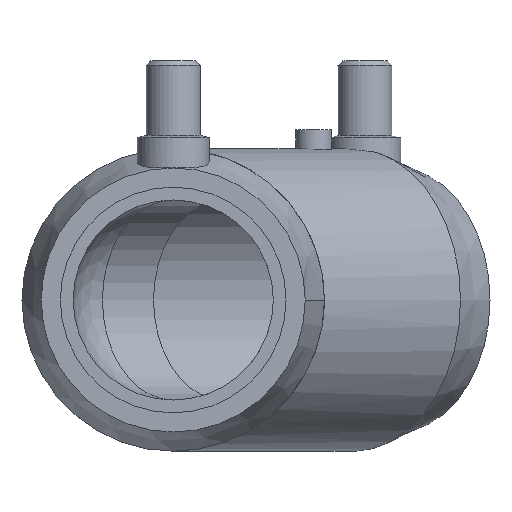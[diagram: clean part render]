
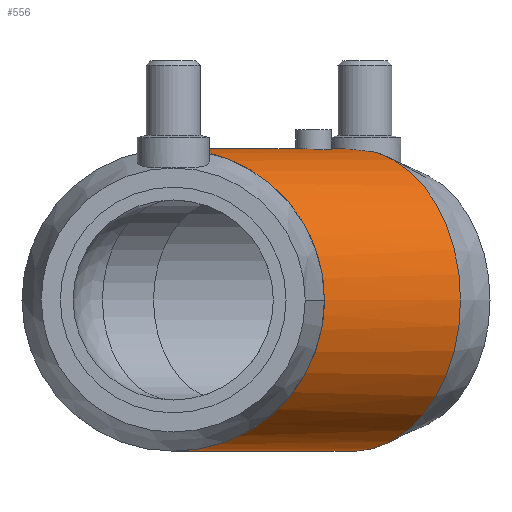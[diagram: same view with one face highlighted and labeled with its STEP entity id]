
A CAD part, front view. The second image highlights one B-rep face of the part: STEP entity #556.
In plain terms, the highlighted cylindrical face has radius 33.5 mm (diameter 67 mm), a full revolution.
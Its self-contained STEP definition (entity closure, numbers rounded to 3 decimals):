
#19=ELLIPSE('',#644,36.26,33.5);
#20=ELLIPSE('',#646,36.26,33.5);
#36=CYLINDRICAL_SURFACE('',#648,33.5);
#44=FACE_BOUND('',#140,.T.);
#93=FACE_OUTER_BOUND('',#139,.T.);
#139=EDGE_LOOP('',(#492,#493,#494,#495,#496,#497,#498,#499));
#140=EDGE_LOOP('',(#500,#501));
#148=B_SPLINE_CURVE_WITH_KNOTS('',3,(#902,#903,#904,#905,#906,#907,#908,
#909,#910,#911,#912,#913,#914,#915,#916,#917,#918,#919,#920,#921,#922,#923,
#924,#925,#926,#927,#928,#929,#930,#931),.UNSPECIFIED.,.F.,.F.,(4,2,2,2,
2,2,2,2,2,2,2,2,2,2,4),(0.,0.151,0.302,0.452,
0.603,0.754,0.905,1.056,
1.207,1.357,1.508,1.659,1.81,
1.961,2.112),.UNSPECIFIED.);
#149=B_SPLINE_CURVE_WITH_KNOTS('',3,(#932,#933,#934,#935,#936,#937),
 .UNSPECIFIED.,.F.,.F.,(4,2,4),(2.112,2.262,2.413),
 .UNSPECIFIED.);
#152=B_SPLINE_CURVE_WITH_KNOTS('',3,(#992,#993,#994,#995,#996,#997,#998,
#999,#1000,#1001,#1002,#1003,#1004,#1005),.UNSPECIFIED.,.F.,.F.,(4,2,2,
2,2,2,4),(0.348,0.605,0.908,1.21,
1.513,1.816,2.073),.UNSPECIFIED.);
#179=CIRCLE('',#622,33.5);
#180=CIRCLE('',#623,33.5);
#192=CIRCLE('',#649,33.5);
#217=LINE('',#1149,#241);
#241=VECTOR('',#828,33.5);
#256=VERTEX_POINT('',#899);
#257=VERTEX_POINT('',#901);
#262=VERTEX_POINT('',#984);
#263=VERTEX_POINT('',#991);
#273=VERTEX_POINT('',#1065);
#285=VERTEX_POINT('',#1140);
#286=VERTEX_POINT('',#1141);
#287=VERTEX_POINT('',#1145);
#308=EDGE_CURVE('',#257,#256,#148,.T.);
#309=EDGE_CURVE('',#256,#257,#149,.T.);
#316=EDGE_CURVE('',#263,#262,#152,.T.);
#334=EDGE_CURVE('',#273,#262,#179,.T.);
#335=EDGE_CURVE('',#263,#273,#180,.T.);
#355=EDGE_CURVE('',#285,#286,#19,.T.);
#358=EDGE_CURVE('',#286,#287,#20,.T.);
#360=EDGE_CURVE('',#273,#286,#217,.T.);
#361=EDGE_CURVE('',#285,#287,#192,.T.);
#492=ORIENTED_EDGE('',*,*,#316,.T.);
#493=ORIENTED_EDGE('',*,*,#334,.F.);
#494=ORIENTED_EDGE('',*,*,#360,.T.);
#495=ORIENTED_EDGE('',*,*,#355,.F.);
#496=ORIENTED_EDGE('',*,*,#361,.T.);
#497=ORIENTED_EDGE('',*,*,#358,.F.);
#498=ORIENTED_EDGE('',*,*,#360,.F.);
#499=ORIENTED_EDGE('',*,*,#335,.F.);
#500=ORIENTED_EDGE('',*,*,#308,.T.);
#501=ORIENTED_EDGE('',*,*,#309,.T.);
#556=ADVANCED_FACE('',(#93,#44),#36,.T.);
#622=AXIS2_PLACEMENT_3D('',#1067,#766,#767);
#623=AXIS2_PLACEMENT_3D('',#1068,#768,#769);
#644=AXIS2_PLACEMENT_3D('',#1142,#817,#818);
#646=AXIS2_PLACEMENT_3D('',#1146,#822,#823);
#648=AXIS2_PLACEMENT_3D('',#1148,#826,#827);
#649=AXIS2_PLACEMENT_3D('',#1150,#829,#830);
#766=DIRECTION('center_axis',(0.707,0.707,0.));
#767=DIRECTION('ref_axis',(0.707,-0.707,0.));
#768=DIRECTION('center_axis',(0.707,0.707,0.));
#769=DIRECTION('ref_axis',(0.707,-0.707,0.));
#817=DIRECTION('center_axis',(-0.383,-0.924,0.));
#818=DIRECTION('ref_axis',(-0.924,0.383,0.));
#822=DIRECTION('center_axis',(-0.383,-0.924,0.));
#823=DIRECTION('ref_axis',(-0.924,0.383,0.));
#826=DIRECTION('center_axis',(0.707,0.707,0.));
#827=DIRECTION('ref_axis',(-0.707,0.707,0.));
#828=DIRECTION('',(-0.707,-0.707,0.));
#829=DIRECTION('center_axis',(0.707,0.707,0.));
#830=DIRECTION('ref_axis',(-0.707,0.707,0.));
#899=CARTESIAN_POINT('',(35.113,47.113,33.38));
#901=CARTESIAN_POINT('',(33.941,44.284,33.26));
#902=CARTESIAN_POINT('Ctrl Pts',(33.941,44.284,33.26));
#903=CARTESIAN_POINT('Ctrl Pts',(33.586,43.929,33.26));
#904=CARTESIAN_POINT('Ctrl Pts',(33.136,43.621,33.273));
#905=CARTESIAN_POINT('Ctrl Pts',(32.15,43.213,33.318));
#906=CARTESIAN_POINT('Ctrl Pts',(31.615,43.113,33.35));
#907=CARTESIAN_POINT('Ctrl Pts',(30.611,43.113,33.41));
#908=CARTESIAN_POINT('Ctrl Pts',(30.075,43.213,33.442));
#909=CARTESIAN_POINT('Ctrl Pts',(29.09,43.621,33.488));
#910=CARTESIAN_POINT('Ctrl Pts',(28.64,43.929,33.5));
#911=CARTESIAN_POINT('Ctrl Pts',(27.929,44.64,33.5));
#912=CARTESIAN_POINT('Ctrl Pts',(27.621,45.09,33.488));
#913=CARTESIAN_POINT('Ctrl Pts',(27.213,46.075,33.442));
#914=CARTESIAN_POINT('Ctrl Pts',(27.113,46.611,33.41));
#915=CARTESIAN_POINT('Ctrl Pts',(27.113,47.615,33.35));
#916=CARTESIAN_POINT('Ctrl Pts',(27.213,48.15,33.318));
#917=CARTESIAN_POINT('Ctrl Pts',(27.621,49.136,33.273));
#918=CARTESIAN_POINT('Ctrl Pts',(27.929,49.586,33.26));
#919=CARTESIAN_POINT('Ctrl Pts',(28.64,50.297,33.26));
#920=CARTESIAN_POINT('Ctrl Pts',(29.09,50.604,33.273));
#921=CARTESIAN_POINT('Ctrl Pts',(30.075,51.012,33.318));
#922=CARTESIAN_POINT('Ctrl Pts',(30.611,51.113,33.35));
#923=CARTESIAN_POINT('Ctrl Pts',(31.615,51.113,33.41));
#924=CARTESIAN_POINT('Ctrl Pts',(32.15,51.012,33.442));
#925=CARTESIAN_POINT('Ctrl Pts',(33.136,50.604,33.488));
#926=CARTESIAN_POINT('Ctrl Pts',(33.586,50.297,33.5));
#927=CARTESIAN_POINT('Ctrl Pts',(34.297,49.586,33.5));
#928=CARTESIAN_POINT('Ctrl Pts',(34.604,49.136,33.488));
#929=CARTESIAN_POINT('Ctrl Pts',(35.012,48.15,33.442));
#930=CARTESIAN_POINT('Ctrl Pts',(35.113,47.615,33.41));
#931=CARTESIAN_POINT('Ctrl Pts',(35.113,47.113,33.38));
#932=CARTESIAN_POINT('Ctrl Pts',(35.113,47.113,33.38));
#933=CARTESIAN_POINT('Ctrl Pts',(35.113,46.611,33.35));
#934=CARTESIAN_POINT('Ctrl Pts',(35.012,46.075,33.318));
#935=CARTESIAN_POINT('Ctrl Pts',(34.604,45.09,33.273));
#936=CARTESIAN_POINT('Ctrl Pts',(34.297,44.64,33.26));
#937=CARTESIAN_POINT('Ctrl Pts',(33.941,44.284,33.26));
#984=CARTESIAN_POINT('',(34.865,61.038,32.718));
#991=CARTESIAN_POINT('',(45.038,50.865,32.718));
#992=CARTESIAN_POINT('Ctrl Pts',(45.038,50.865,32.718));
#993=CARTESIAN_POINT('Ctrl Pts',(44.181,50.569,32.806));
#994=CARTESIAN_POINT('Ctrl Pts',(43.279,50.426,32.916));
#995=CARTESIAN_POINT('Ctrl Pts',(41.425,50.426,33.14));
#996=CARTESIAN_POINT('Ctrl Pts',(40.356,50.626,33.269));
#997=CARTESIAN_POINT('Ctrl Pts',(38.385,51.441,33.45));
#998=CARTESIAN_POINT('Ctrl Pts',(37.483,52.056,33.5));
#999=CARTESIAN_POINT('Ctrl Pts',(36.056,53.483,33.5));
#1000=CARTESIAN_POINT('Ctrl Pts',(35.441,54.385,33.45));
#1001=CARTESIAN_POINT('Ctrl Pts',(34.626,56.356,33.269));
#1002=CARTESIAN_POINT('Ctrl Pts',(34.426,57.425,33.14));
#1003=CARTESIAN_POINT('Ctrl Pts',(34.426,59.279,32.916));
#1004=CARTESIAN_POINT('Ctrl Pts',(34.569,60.181,32.806));
#1005=CARTESIAN_POINT('Ctrl Pts',(34.865,61.038,32.718));
#1065=CARTESIAN_POINT('',(63.64,32.263,0.));
#1067=CARTESIAN_POINT('Origin',(39.952,55.952,0.));
#1068=CARTESIAN_POINT('Origin',(39.952,55.952,0.));
#1140=CARTESIAN_POINT('',(0.,16.,-33.5));
#1141=CARTESIAN_POINT('',(33.5,2.124,0.));
#1142=CARTESIAN_POINT('Origin',(0.,16.,0.));
#1145=CARTESIAN_POINT('',(0.,16.,33.5));
#1146=CARTESIAN_POINT('Origin',(0.,16.,0.));
#1148=CARTESIAN_POINT('Origin',(19.976,35.976,0.));
#1149=CARTESIAN_POINT('',(43.664,12.288,0.));
#1150=CARTESIAN_POINT('Origin',(0.,16.,0.));
